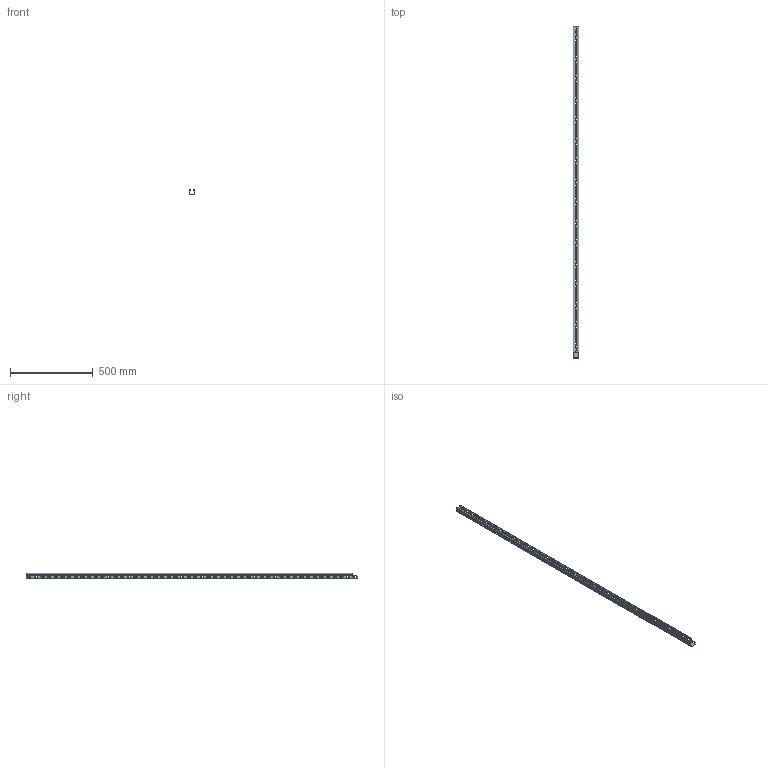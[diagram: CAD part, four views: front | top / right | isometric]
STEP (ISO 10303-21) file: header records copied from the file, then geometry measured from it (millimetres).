
FILE_DESCRIPTION(/* description */ (''),/* implementation_level */ '2;1');
FILE_NAME(/* name */ 'KGR35H30_2.stp',/* time_stamp */ '2020-03-25T07:47:52+01:00',/* author */ ('stanislaw.luczak'),/* organization */ (''),/* preprocessor_version */ 'ST-DEVELOPER v18',/* originating_system */ 'Autodesk Inventor 2020',/* authorisation */ '');
FILE_SCHEMA (('AUTOMOTIVE_DESIGN { 1 0 10303 214 3 1 1 }'));
Length unit declared in the file: millimetre
Products named in the file (1): KGR35H30_2
Bounding box: 36 x 2000 x 30.49 mm (x, y, z)
Volume: 93458.6 mm3; surface area: 381770 mm2
Topology: 1 solids, 1 shells, 1528 faces, 4542 edges, 3016 vertices
Faces by surface type: plane 764, cylinder 756, torus 8
Entity records: 52423 total; most frequent: DIRECTION 9116, CARTESIAN_POINT 9087, ORIENTED_EDGE 9084, EDGE_CURVE 4542, AXIS2_PLACEMENT_3D 3045, LINE 3026, VECTOR 3026, VERTEX_POINT 3016
